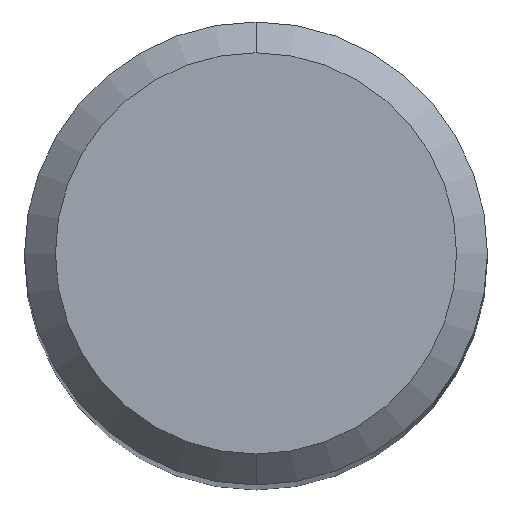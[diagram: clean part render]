
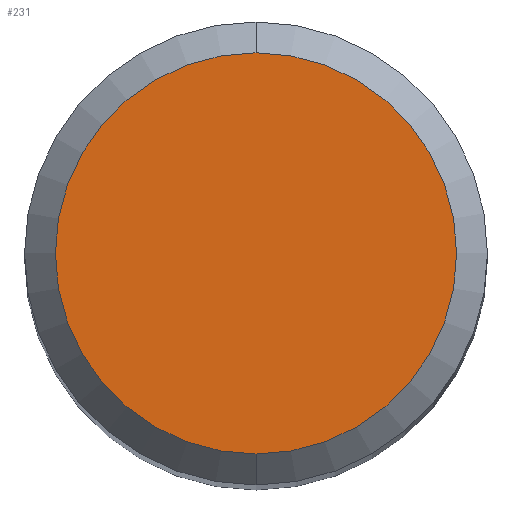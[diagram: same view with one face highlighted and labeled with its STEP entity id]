
A CAD part, top view. The second image highlights one B-rep face of the part: STEP entity #231.
In plain terms, the highlighted planar face has unit normal (0, 0, 1).
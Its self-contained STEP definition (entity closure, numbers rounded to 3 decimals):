
#231=ADVANCED_FACE('',(#543),#544,.T.);
#253=EDGE_CURVE('',#397,#261,#569,.T.);
#261=VERTEX_POINT('',#578);
#339=EDGE_CURVE('',#261,#397,#662,.T.);
#397=VERTEX_POINT('',#727);
#543=FACE_OUTER_BOUND('',#902,.T.);
#544=PLANE('',#903);
#569=CIRCLE('',#954,2.6);
#578=CARTESIAN_POINT('',(0.,-2.6,0.0));
#662=CIRCLE('',#1183,2.6);
#727=CARTESIAN_POINT('',(0.0,2.6,0.0));
#902=EDGE_LOOP('',(#1505,#1506));
#903=AXIS2_PLACEMENT_3D('',#1507,#1508,#1509);
#954=AXIS2_PLACEMENT_3D('',#1547,#1548,#1549);
#1183=AXIS2_PLACEMENT_3D('',#1655,#1656,#1657);
#1505=ORIENTED_EDGE('',*,*,#253,.F.);
#1506=ORIENTED_EDGE('',*,*,#339,.F.);
#1507=CARTESIAN_POINT('',(0.0,1.3,0.0));
#1508=DIRECTION('',(-0.0,0.0,1.0));
#1509=DIRECTION('',(0.0,-1.0,0.0));
#1547=CARTESIAN_POINT('',(0.0,0.0,0.0));
#1548=DIRECTION('',(0.0,0.0,-1.0));
#1549=DIRECTION('',(0.0,1.0,0.0));
#1655=CARTESIAN_POINT('',(0.0,0.0,0.0));
#1656=DIRECTION('',(0.0,0.0,-1.0));
#1657=DIRECTION('',(0.0,1.0,0.0));
